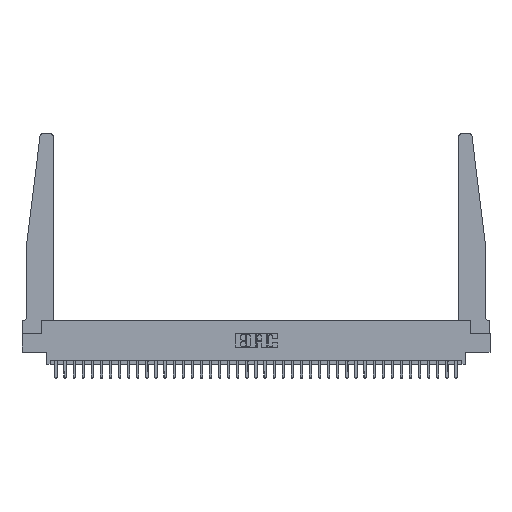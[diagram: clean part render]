
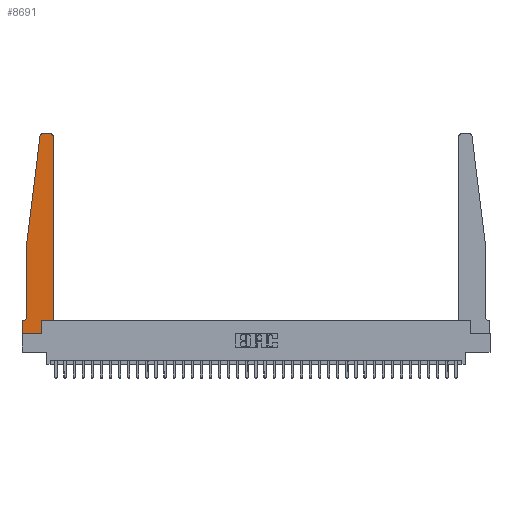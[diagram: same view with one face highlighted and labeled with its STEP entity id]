
A CAD part, top view. The second image highlights one B-rep face of the part: STEP entity #8691.
In plain terms, the highlighted planar face has unit normal (0, 0, 1).
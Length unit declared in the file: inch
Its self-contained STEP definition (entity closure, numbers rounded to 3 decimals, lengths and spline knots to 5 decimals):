
#47 = VERTEX_POINT ( 'NONE', #4131 ) ;
#865 = CIRCLE ( 'NONE', #5307, 0.03 ) ;
#1082 = PLANE ( 'NONE',  #27420 ) ;
#1316 = EDGE_CURVE ( 'NONE', #19980, #8293, #33089, .T. ) ;
#1934 = CARTESIAN_POINT ( 'NONE',  ( 0.24675, 2.72367, 0.37 ) ) ;
#2907 = CARTESIAN_POINT ( 'NONE',  ( 0.395, 2.72, 0.37 ) ) ;
#2996 = DIRECTION ( 'NONE',  ( 1., 0., 0. ) ) ;
#3061 = DIRECTION ( 'NONE',  ( 1., 0., 0. ) ) ;
#3661 = CARTESIAN_POINT ( 'NONE',  ( 0.065, 0.1875, 0.37 ) ) ;
#3751 = ORIENTED_EDGE ( 'NONE', *, *, #16925, .T. ) ;
#4131 = CARTESIAN_POINT ( 'NONE',  ( 0.395, 2.75, 0.37 ) ) ;
#4558 = ORIENTED_EDGE ( 'NONE', *, *, #31155, .T. ) ;
#4560 = VERTEX_POINT ( 'NONE', #27801 ) ;
#5130 = CARTESIAN_POINT ( 'NONE',  ( 0.2605, 0.18, 0.37 ) ) ;
#5307 = AXIS2_PLACEMENT_3D ( 'NONE', #2907, #10943, #24160 ) ;
#5454 = DIRECTION ( 'NONE',  ( -0.122, -0.992, 0. ) ) ;
#5565 = VECTOR ( 'NONE', #10939, 39.37008 ) ;
#6116 = ORIENTED_EDGE ( 'NONE', *, *, #1316, .T. ) ;
#6273 = EDGE_CURVE ( 'NONE', #26185, #32583, #32191, .T. ) ;
#6596 = DIRECTION ( 'NONE',  ( 0., -1., 0. ) ) ;
#6766 = EDGE_CURVE ( 'NONE', #20713, #4560, #27903, .T. ) ;
#7084 = VECTOR ( 'NONE', #24935, 39.37008 ) ;
#8293 = VERTEX_POINT ( 'NONE', #19262 ) ;
#8691 = ADVANCED_FACE ( 'NONE', ( #21989 ), #1082, .T. ) ;
#8868 = VECTOR ( 'NONE', #5454, 39.37008 ) ;
#9200 = CARTESIAN_POINT ( 'NONE',  ( 0.065, 1.25, 0.37 ) ) ;
#9243 = CARTESIAN_POINT ( 'NONE',  ( 0.065, 1.25, 0.37 ) ) ;
#10816 = VERTEX_POINT ( 'NONE', #21579 ) ;
#10871 = LINE ( 'NONE', #31783, #8868 ) ;
#10939 = DIRECTION ( 'NONE',  ( 1., 0., 0. ) ) ;
#10943 = DIRECTION ( 'NONE',  ( 0., 0., 1. ) ) ;
#13436 = VECTOR ( 'NONE', #29823, 39.37008 ) ;
#13570 = CARTESIAN_POINT ( 'NONE',  ( 0.425, 0.18, 0.37 ) ) ;
#13589 = VERTEX_POINT ( 'NONE', #26255 ) ;
#13616 = VECTOR ( 'NONE', #3061, 39.37008 ) ;
#14005 = VERTEX_POINT ( 'NONE', #5130 ) ;
#15183 = ORIENTED_EDGE ( 'NONE', *, *, #22063, .T. ) ;
#15254 = ORIENTED_EDGE ( 'NONE', *, *, #29772, .T. ) ;
#15575 = ORIENTED_EDGE ( 'NONE', *, *, #29210, .T. ) ;
#16021 = EDGE_CURVE ( 'NONE', #10816, #14005, #29233, .T. ) ;
#16125 = DIRECTION ( 'NONE',  ( -1., 0., 0. ) ) ;
#16338 = CARTESIAN_POINT ( 'NONE',  ( 0., 0., 0.37 ) ) ;
#16433 = CARTESIAN_POINT ( 'NONE',  ( 0., 0.1875, 0.37 ) ) ;
#16925 = EDGE_CURVE ( 'NONE', #32583, #19980, #10871, .T. ) ;
#17396 = ORIENTED_EDGE ( 'NONE', *, *, #6273, .T. ) ;
#18325 = VECTOR ( 'NONE', #27486, 39.37008 ) ;
#18328 = EDGE_LOOP ( 'NONE', ( #33440, #17396, #3751, #6116, #15254, #28440, #15575, #22416, #20687, #4558, #27129, #15183 ) ) ;
#18677 = CARTESIAN_POINT ( 'NONE',  ( 0.25, 2.75, 0.37 ) ) ;
#19262 = CARTESIAN_POINT ( 'NONE',  ( 0.065, 0.2375, 0.37 ) ) ;
#19980 = VERTEX_POINT ( 'NONE', #9243 ) ;
#20295 = EDGE_CURVE ( 'NONE', #13589, #10816, #32891, .T. ) ;
#20579 = CARTESIAN_POINT ( 'NONE',  ( 0.425, 0.18, 0.37 ) ) ;
#20687 = ORIENTED_EDGE ( 'NONE', *, *, #16021, .T. ) ;
#20713 = VERTEX_POINT ( 'NONE', #31962 ) ;
#20743 = LINE ( 'NONE', #26130, #27837 ) ;
#21401 = CARTESIAN_POINT ( 'NONE',  ( 0.2605, 0.18, 0.37 ) ) ;
#21519 = EDGE_CURVE ( 'NONE', #24004, #22183, #23170, .T. ) ;
#21579 = CARTESIAN_POINT ( 'NONE',  ( 0.2605, 0., 0.37 ) ) ;
#21989 = FACE_OUTER_BOUND ( 'NONE', #18328, .T. ) ;
#22063 = EDGE_CURVE ( 'NONE', #22183, #47, #865, .T. ) ;
#22068 = CARTESIAN_POINT ( 'NONE',  ( 0.425, 2.72, 0.37 ) ) ;
#22183 = VERTEX_POINT ( 'NONE', #22068 ) ;
#22361 = CARTESIAN_POINT ( 'NONE',  ( 0.27653, 2.72, 0.37 ) ) ;
#22416 = ORIENTED_EDGE ( 'NONE', *, *, #20295, .T. ) ;
#22875 = DIRECTION ( 'NONE',  ( 0., 0., 1. ) ) ;
#23170 = LINE ( 'NONE', #20579, #28110 ) ;
#24004 = VERTEX_POINT ( 'NONE', #33362 ) ;
#24160 = DIRECTION ( 'NONE',  ( 1., 0., 0. ) ) ;
#24534 = CIRCLE ( 'NONE', #31772, 0.05 ) ;
#24605 = LINE ( 'NONE', #18677, #13436 ) ;
#24935 = DIRECTION ( 'NONE',  ( -1., 0., 0. ) ) ;
#25234 = CARTESIAN_POINT ( 'NONE',  ( 0.27653, 2.75, 0.37 ) ) ;
#25733 = DIRECTION ( 'NONE',  ( 0., 0., -1. ) ) ;
#26130 = CARTESIAN_POINT ( 'NONE',  ( 0., 0., 0.37 ) ) ;
#26185 = VERTEX_POINT ( 'NONE', #25234 ) ;
#26255 = CARTESIAN_POINT ( 'NONE',  ( 0., 0., 0.37 ) ) ;
#26879 = DIRECTION ( 'NONE',  ( 0., 0., 1. ) ) ;
#27129 = ORIENTED_EDGE ( 'NONE', *, *, #21519, .T. ) ;
#27420 = AXIS2_PLACEMENT_3D ( 'NONE', #16433, #26879, #2996 ) ;
#27486 = DIRECTION ( 'NONE',  ( 0., 1., 0. ) ) ;
#27801 = CARTESIAN_POINT ( 'NONE',  ( 0., 0.1875, 0.37 ) ) ;
#27837 = VECTOR ( 'NONE', #33984, 39.37008 ) ;
#27903 = LINE ( 'NONE', #3661, #7084 ) ;
#28110 = VECTOR ( 'NONE', #31202, 39.37008 ) ;
#28440 = ORIENTED_EDGE ( 'NONE', *, *, #6766, .T. ) ;
#29049 = LINE ( 'NONE', #13570, #5565 ) ;
#29210 = EDGE_CURVE ( 'NONE', #4560, #13589, #20743, .T. ) ;
#29233 = LINE ( 'NONE', #21401, #18325 ) ;
#29772 = EDGE_CURVE ( 'NONE', #8293, #20713, #24534, .T. ) ;
#29823 = DIRECTION ( 'NONE',  ( -1., 0., 0. ) ) ;
#30253 = EDGE_CURVE ( 'NONE', #47, #26185, #24605, .T. ) ;
#30801 = CARTESIAN_POINT ( 'NONE',  ( 0.015, 0.2375, 0.37 ) ) ;
#31155 = EDGE_CURVE ( 'NONE', #14005, #24004, #29049, .T. ) ;
#31202 = DIRECTION ( 'NONE',  ( 0., 1., 0. ) ) ;
#31772 = AXIS2_PLACEMENT_3D ( 'NONE', #30801, #25733, #16125 ) ;
#31783 = CARTESIAN_POINT ( 'NONE',  ( 0.065, 1.25, 0.37 ) ) ;
#31962 = CARTESIAN_POINT ( 'NONE',  ( 0.015, 0.1875, 0.37 ) ) ;
#32191 = CIRCLE ( 'NONE', #34399, 0.03 ) ;
#32583 = VERTEX_POINT ( 'NONE', #1934 ) ;
#32799 = VECTOR ( 'NONE', #6596, 39.37008 ) ;
#32891 = LINE ( 'NONE', #16338, #13616 ) ;
#33013 = DIRECTION ( 'NONE',  ( 1., 0., 0. ) ) ;
#33089 = LINE ( 'NONE', #9200, #32799 ) ;
#33362 = CARTESIAN_POINT ( 'NONE',  ( 0.425, 0.18, 0.37 ) ) ;
#33440 = ORIENTED_EDGE ( 'NONE', *, *, #30253, .T. ) ;
#33984 = DIRECTION ( 'NONE',  ( 0., -1., 0. ) ) ;
#34399 = AXIS2_PLACEMENT_3D ( 'NONE', #22361, #22875, #33013 ) ;
